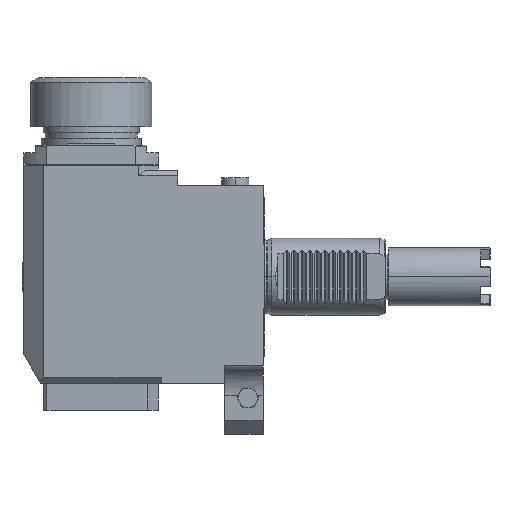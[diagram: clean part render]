
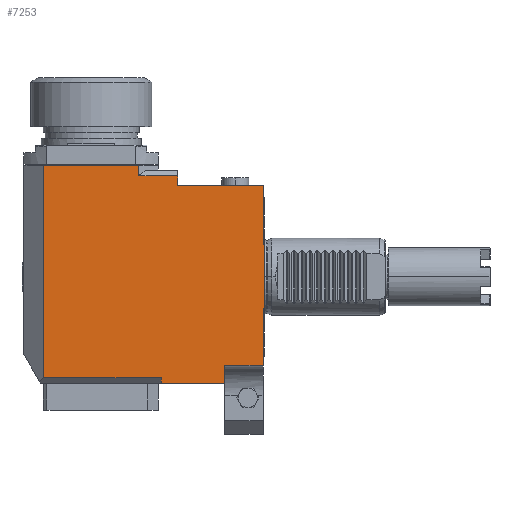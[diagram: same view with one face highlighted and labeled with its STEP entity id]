
A CAD part, front view. The second image highlights one B-rep face of the part: STEP entity #7253.
In plain terms, the highlighted planar face has unit normal (0, -1, 0).
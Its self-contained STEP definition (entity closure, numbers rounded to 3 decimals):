
#1164=DIRECTION('',(0.,0.,-1.));
#1165=VECTOR('',#1164,110.5);
#1166=CARTESIAN_POINT('',(-114.812,-38.,58.));
#1167=LINE('',#1166,#1165);
#1168=DIRECTION('',(1.,0.,0.));
#1169=VECTOR('',#1168,49.625);
#1170=CARTESIAN_POINT('',(-114.812,-38.,58.));
#1171=LINE('',#1170,#1169);
#1172=DIRECTION('',(-1.,0.,0.));
#1173=VECTOR('',#1172,20.188);
#1174=CARTESIAN_POINT('',(-45.,-38.,52.5));
#1175=LINE('',#1174,#1173);
#1176=DIRECTION('',(0.,0.,1.));
#1177=VECTOR('',#1176,30.819);
#1178=CARTESIAN_POINT('',(-0.5,-38.,16.681));
#1179=LINE('',#1178,#1177);
#1180=DIRECTION('',(-1.,0.,0.));
#1181=VECTOR('',#1180,0.5);
#1182=CARTESIAN_POINT('',(0.,-38.,16.681));
#1183=LINE('',#1182,#1181);
#1184=DIRECTION('',(0.,0.,1.));
#1185=VECTOR('',#1184,33.362);
#1186=CARTESIAN_POINT('',(0.,-38.,-16.681));
#1187=LINE('',#1186,#1185);
#1188=DIRECTION('',(-1.,0.,0.));
#1189=VECTOR('',#1188,0.5);
#1190=CARTESIAN_POINT('',(0.,-38.,-16.681));
#1191=LINE('',#1190,#1189);
#1192=DIRECTION('',(0.,0.,-1.));
#1193=VECTOR('',#1192,29.319);
#1194=CARTESIAN_POINT('',(-0.5,-38.,-16.681));
#1195=LINE('',#1194,#1193);
#1196=DIRECTION('',(1.,0.,0.));
#1197=VECTOR('',#1196,20.);
#1198=CARTESIAN_POINT('',(-20.5,-38.,-46.));
#1199=LINE('',#1198,#1197);
#1200=DIRECTION('',(0.,0.,1.));
#1201=VECTOR('',#1200,9.5);
#1202=CARTESIAN_POINT('',(-20.5,-38.,-55.5));
#1203=LINE('',#1202,#1201);
#1204=DIRECTION('',(-1.,0.,0.));
#1205=VECTOR('',#1204,33.);
#1206=CARTESIAN_POINT('',(-20.5,-38.,-55.5));
#1207=LINE('',#1206,#1205);
#1212=DIRECTION('',(0.,0.,-1.));
#1213=VECTOR('',#1212,3.);
#1214=CARTESIAN_POINT('',(-53.5,-38.,-52.5));
#1215=LINE('',#1214,#1213);
#1232=DIRECTION('',(1.,0.,0.));
#1233=VECTOR('',#1232,61.312);
#1234=CARTESIAN_POINT('',(-114.812,-38.,-52.5));
#1235=LINE('',#1234,#1233);
#1372=DIRECTION('',(-1.,0.,0.));
#1373=VECTOR('',#1372,44.5);
#1374=CARTESIAN_POINT('',(-0.5,-38.,47.5));
#1375=LINE('',#1374,#1373);
#1386=DIRECTION('',(0.,0.,-1.));
#1387=VECTOR('',#1386,5.);
#1388=CARTESIAN_POINT('',(-45.,-38.,52.5));
#1389=LINE('',#1388,#1387);
#1476=DIRECTION('',(0.,0.,1.));
#1477=VECTOR('',#1476,5.5);
#1478=CARTESIAN_POINT('',(-65.188,-38.,52.5));
#1479=LINE('',#1478,#1477);
#5366=CARTESIAN_POINT('',(-0.5,-38.,47.5));
#5368=VERTEX_POINT('',#5366);
#5378=CARTESIAN_POINT('',(-0.5,-38.,16.681));
#5379=VERTEX_POINT('',#5378);
#5380=CARTESIAN_POINT('',(0.,-38.,-16.681));
#5381=CARTESIAN_POINT('',(-0.5,-38.,-16.681));
#5382=VERTEX_POINT('',#5380);
#5383=VERTEX_POINT('',#5381);
#5384=CARTESIAN_POINT('',(0.,-38.,16.681));
#5385=VERTEX_POINT('',#5384);
#5401=CARTESIAN_POINT('',(-20.5,-38.,-55.5));
#5403=VERTEX_POINT('',#5401);
#5404=CARTESIAN_POINT('',(-20.5,-38.,-46.));
#5405=VERTEX_POINT('',#5404);
#5460=CARTESIAN_POINT('',(-0.5,-38.,-46.));
#5461=VERTEX_POINT('',#5460);
#5472=CARTESIAN_POINT('',(-53.5,-38.,-55.5));
#5473=VERTEX_POINT('',#5472);
#5478=CARTESIAN_POINT('',(-114.812,-38.,58.));
#5480=VERTEX_POINT('',#5478);
#5490=CARTESIAN_POINT('',(-114.812,-38.,-52.5));
#5491=VERTEX_POINT('',#5490);
#5508=CARTESIAN_POINT('',(-65.188,-38.,58.));
#5509=VERTEX_POINT('',#5508);
#5522=CARTESIAN_POINT('',(-45.,-38.,52.5));
#5523=VERTEX_POINT('',#5522);
#5524=CARTESIAN_POINT('',(-65.188,-38.,52.5));
#5525=VERTEX_POINT('',#5524);
#5527=CARTESIAN_POINT('',(-53.5,-38.,-52.5));
#5529=VERTEX_POINT('',#5527);
#5534=CARTESIAN_POINT('',(-45.,-38.,47.5));
#5536=VERTEX_POINT('',#5534);
#7216=CARTESIAN_POINT('',(-53.5,-38.,-55.5));
#7217=DIRECTION('',(0.,-1.,0.));
#7218=DIRECTION('',(0.,0.,1.));
#7219=AXIS2_PLACEMENT_3D('',#7216,#7217,#7218);
#7220=PLANE('',#7219);
#7222=ORIENTED_EDGE('',*,*,#7221,.F.);
#7224=ORIENTED_EDGE('',*,*,#7223,.F.);
#7226=ORIENTED_EDGE('',*,*,#7225,.F.);
#7228=ORIENTED_EDGE('',*,*,#7227,.T.);
#7230=ORIENTED_EDGE('',*,*,#7229,.F.);
#7232=ORIENTED_EDGE('',*,*,#7231,.F.);
#7234=ORIENTED_EDGE('',*,*,#7233,.T.);
#7236=ORIENTED_EDGE('',*,*,#7235,.F.);
#7238=ORIENTED_EDGE('',*,*,#7237,.F.);
#7239=ORIENTED_EDGE('',*,*,#7207,.F.);
#7240=ORIENTED_EDGE('',*,*,#7192,.F.);
#7242=ORIENTED_EDGE('',*,*,#7241,.T.);
#7244=ORIENTED_EDGE('',*,*,#7243,.T.);
#7246=ORIENTED_EDGE('',*,*,#7245,.F.);
#7248=ORIENTED_EDGE('',*,*,#7247,.F.);
#7250=ORIENTED_EDGE('',*,*,#7249,.T.);
#7251=EDGE_LOOP('',(#7222,#7224,#7226,#7228,#7230,#7232,#7234,#7236,#7238,#7239,
#7240,#7242,#7244,#7246,#7248,#7250));
#7252=FACE_OUTER_BOUND('',#7251,.F.);
#7253=ADVANCED_FACE('',(#7252),#7220,.T.);
#7192=EDGE_CURVE('',#5382,#5385,#1187,.T.);
#7207=EDGE_CURVE('',#5385,#5379,#1183,.T.);
#7221=EDGE_CURVE('',#5529,#5473,#1215,.T.);
#7223=EDGE_CURVE('',#5491,#5529,#1235,.T.);
#7225=EDGE_CURVE('',#5480,#5491,#1167,.T.);
#7227=EDGE_CURVE('',#5480,#5509,#1171,.T.);
#7229=EDGE_CURVE('',#5525,#5509,#1479,.T.);
#7231=EDGE_CURVE('',#5523,#5525,#1175,.T.);
#7233=EDGE_CURVE('',#5523,#5536,#1389,.T.);
#7235=EDGE_CURVE('',#5368,#5536,#1375,.T.);
#7237=EDGE_CURVE('',#5379,#5368,#1179,.T.);
#7241=EDGE_CURVE('',#5382,#5383,#1191,.T.);
#7243=EDGE_CURVE('',#5383,#5461,#1195,.T.);
#7245=EDGE_CURVE('',#5405,#5461,#1199,.T.);
#7247=EDGE_CURVE('',#5403,#5405,#1203,.T.);
#7249=EDGE_CURVE('',#5403,#5473,#1207,.T.);
